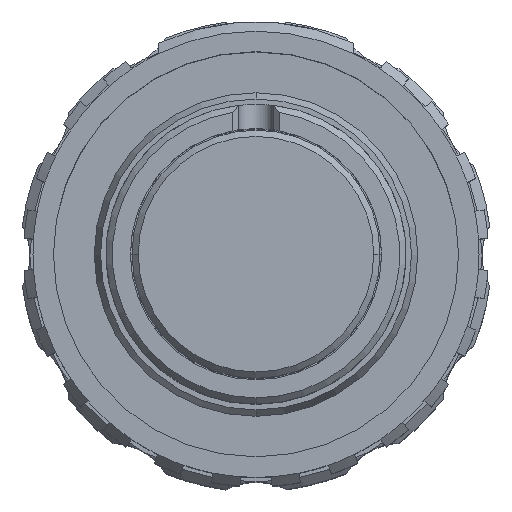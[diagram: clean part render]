
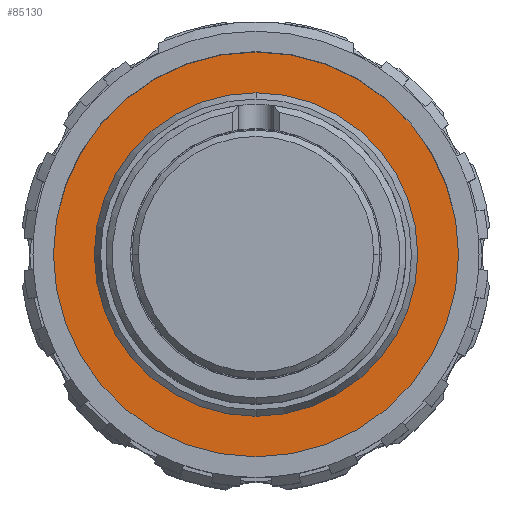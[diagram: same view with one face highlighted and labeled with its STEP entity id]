
A CAD part, top view. The second image highlights one B-rep face of the part: STEP entity #85130.
In plain terms, the highlighted planar face has unit normal (0, 0, 1).
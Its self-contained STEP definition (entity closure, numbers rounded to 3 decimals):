
#84060=CARTESIAN_POINT('',(-5.828,17.245,-15.85));
#84070=DIRECTION('',(0.,0.,1.));
#84080=DIRECTION('',(-1.,0.,0.));
#84090=AXIS2_PLACEMENT_3D('',#84060,#84070,#84080);
#84100=CIRCLE('',#84090,6.45);
#84110=CARTESIAN_POINT('',(-5.828,23.695,-15.85));
#84120=VERTEX_POINT('',#84110);
#84130=CARTESIAN_POINT('',(-12.278,17.245,-15.85));
#84140=VERTEX_POINT('',#84130);
#84150=EDGE_CURVE('',#84120,#84140,#84100,.T.);
#84280=CARTESIAN_POINT('',(0.622,17.245,-15.85));
#84290=VERTEX_POINT('',#84280);
#84320=EDGE_CURVE('',#84290,#84120,#84100,.T.);
#84870=CARTESIAN_POINT('',(-5.828,23.045,-15.85));
#84880=DIRECTION('',(0.,-0.,1.));
#84890=DIRECTION('',(0.,1.,0.));
#84900=AXIS2_PLACEMENT_3D('',#84870,#84880,#84890);
#84910=PLANE('',#84900);
#84920=EDGE_CURVE('',#84140,#84290,#84100,.T.);
#84930=ORIENTED_EDGE('',*,*,#84920,.T.);
#84940=ORIENTED_EDGE('',*,*,#84150,.T.);
#84950=ORIENTED_EDGE('',*,*,#84320,.T.);
#84960=EDGE_LOOP('',(#84950,#84940,#84930));
#84970=FACE_OUTER_BOUND('',#84960,.T.);
#84980=CARTESIAN_POINT('',(-5.828,17.245,-15.85));
#84990=DIRECTION('',(0.,0.,-1.));
#85000=DIRECTION('',(0.,1.,0.));
#85010=AXIS2_PLACEMENT_3D('',#84980,#84990,#85000);
#85020=CIRCLE('',#85010,5.15);
#85030=CARTESIAN_POINT('',(-5.828,22.395,-15.85));
#85040=VERTEX_POINT('',#85030);
#85050=CARTESIAN_POINT('',(-5.828,12.095,-15.85));
#85060=VERTEX_POINT('',#85050);
#85070=EDGE_CURVE('',#85040,#85060,#85020,.T.);
#85080=ORIENTED_EDGE('',*,*,#85070,.T.);
#85090=EDGE_CURVE('',#85060,#85040,#85020,.T.);
#85100=ORIENTED_EDGE('',*,*,#85090,.T.);
#85110=EDGE_LOOP('',(#85100,#85080));
#85120=FACE_BOUND('',#85110,.T.);
#85130=ADVANCED_FACE('',(#84970,#85120),#84910,.T.);
